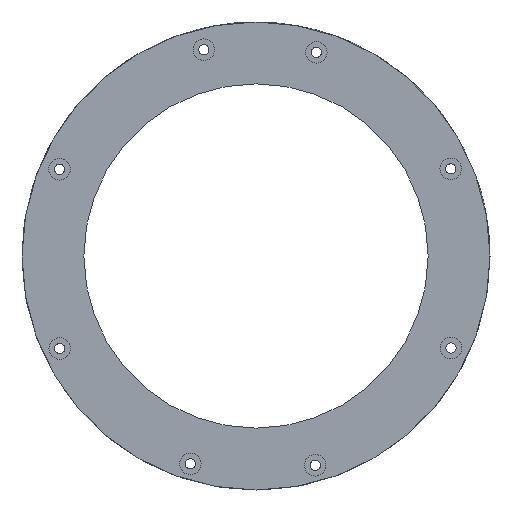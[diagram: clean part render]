
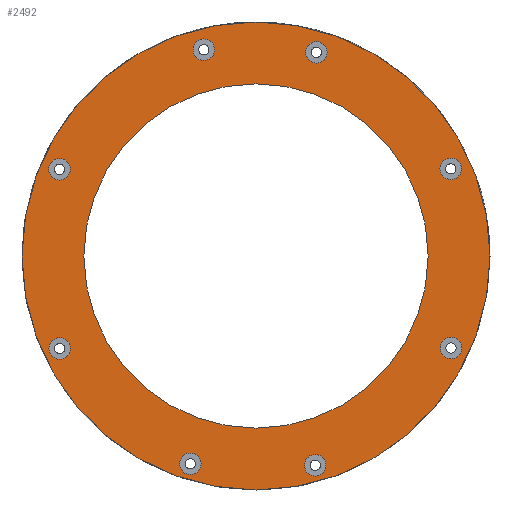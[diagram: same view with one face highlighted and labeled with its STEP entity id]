
A CAD part, front view. The second image highlights one B-rep face of the part: STEP entity #2492.
In plain terms, the highlighted planar face has unit normal (0, -1, 0).
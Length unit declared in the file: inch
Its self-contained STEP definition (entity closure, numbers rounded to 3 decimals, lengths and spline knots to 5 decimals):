
#502=CARTESIAN_POINT('',(-15.32798,-15.31,-22.48414));
#503=DIRECTION('',(0.,1.,0.));
#504=DIRECTION('',(0.,0.,-1.));
#505=AXIS2_PLACEMENT_3D('',#502,#503,#504);
#507=CARTESIAN_POINT('',(-15.32798,-15.31,-22.48414));
#508=DIRECTION('',(0.,1.,0.));
#509=DIRECTION('',(0.,0.,1.));
#510=AXIS2_PLACEMENT_3D('',#507,#508,#509);
#512=CARTESIAN_POINT('',(-15.32798,-15.31,-22.48414));
#513=DIRECTION('',(0.,-1.,0.));
#514=DIRECTION('',(0.,0.,-1.));
#515=AXIS2_PLACEMENT_3D('',#512,#513,#514);
#517=CARTESIAN_POINT('',(-15.32798,-15.31,-22.48414));
#518=DIRECTION('',(0.,-1.,0.));
#519=DIRECTION('',(0.,0.,1.));
#520=AXIS2_PLACEMENT_3D('',#517,#518,#519);
#522=CARTESIAN_POINT('',(20.87675,-15.31,-6.27766));
#523=DIRECTION('',(0.,1.,0.));
#524=DIRECTION('',(0.,0.,-1.));
#525=AXIS2_PLACEMENT_3D('',#522,#523,#524);
#527=CARTESIAN_POINT('',(20.87675,-15.31,-6.27766));
#528=DIRECTION('',(0.,1.,0.));
#529=DIRECTION('',(0.,0.,1.));
#530=AXIS2_PLACEMENT_3D('',#527,#528,#529);
#532=CARTESIAN_POINT('',(-4.10253,-15.31,15.37249));
#533=DIRECTION('',(0.,1.,0.));
#534=DIRECTION('',(0.,0.,-1.));
#535=AXIS2_PLACEMENT_3D('',#532,#533,#534);
#537=CARTESIAN_POINT('',(-4.10253,-15.31,15.37249));
#538=DIRECTION('',(0.,1.,0.));
#539=DIRECTION('',(0.,0.,1.));
#540=AXIS2_PLACEMENT_3D('',#537,#538,#539);
#542=CARTESIAN_POINT('',(-25.02709,-15.31,15.86326));
#543=DIRECTION('',(0.,1.,0.));
#544=DIRECTION('',(0.,0.,-1.));
#545=AXIS2_PLACEMENT_3D('',#542,#543,#544);
#547=CARTESIAN_POINT('',(-25.02709,-15.31,15.86326));
#548=DIRECTION('',(0.,1.,0.));
#549=DIRECTION('',(0.,0.,1.));
#550=AXIS2_PLACEMENT_3D('',#547,#548,#549);
#552=CARTESIAN_POINT('',(-51.85908,-15.31,-6.36985));
#553=DIRECTION('',(0.,1.,0.));
#554=DIRECTION('',(0.,0.,-1.));
#555=AXIS2_PLACEMENT_3D('',#552,#553,#554);
#557=CARTESIAN_POINT('',(-51.85908,-15.31,-6.36985));
#558=DIRECTION('',(0.,1.,0.));
#559=DIRECTION('',(0.,0.,1.));
#560=AXIS2_PLACEMENT_3D('',#557,#558,#559);
#562=CARTESIAN_POINT('',(-51.81686,-15.31,-39.67885));
#563=DIRECTION('',(0.,1.,0.));
#564=DIRECTION('',(0.,0.,-1.));
#565=AXIS2_PLACEMENT_3D('',#562,#563,#564);
#567=CARTESIAN_POINT('',(-51.81686,-15.31,-39.67885));
#568=DIRECTION('',(0.,1.,0.));
#569=DIRECTION('',(0.,0.,1.));
#570=AXIS2_PLACEMENT_3D('',#567,#568,#569);
#572=CARTESIAN_POINT('',(-27.53682,-15.31,-61.11476));
#573=DIRECTION('',(0.,1.,0.));
#574=DIRECTION('',(0.,0.,-1.));
#575=AXIS2_PLACEMENT_3D('',#572,#573,#574);
#577=CARTESIAN_POINT('',(-27.53682,-15.31,-61.11476));
#578=DIRECTION('',(0.,1.,0.));
#579=DIRECTION('',(0.,0.,1.));
#580=AXIS2_PLACEMENT_3D('',#577,#578,#579);
#582=CARTESIAN_POINT('',(-4.3172,-15.31,-61.39197));
#583=DIRECTION('',(0.,1.,0.));
#584=DIRECTION('',(0.,0.,-1.));
#585=AXIS2_PLACEMENT_3D('',#582,#583,#584);
#587=CARTESIAN_POINT('',(-4.3172,-15.31,-61.39197));
#588=DIRECTION('',(0.,1.,0.));
#589=DIRECTION('',(0.,0.,1.));
#590=AXIS2_PLACEMENT_3D('',#587,#588,#589);
#592=CARTESIAN_POINT('',(20.91896,-15.31,-39.58666));
#593=DIRECTION('',(0.,1.,0.));
#594=DIRECTION('',(0.,0.,-1.));
#595=AXIS2_PLACEMENT_3D('',#592,#593,#594);
#597=CARTESIAN_POINT('',(20.91896,-15.31,-39.58666));
#598=DIRECTION('',(0.,1.,0.));
#599=DIRECTION('',(0.,0.,1.));
#600=AXIS2_PLACEMENT_3D('',#597,#598,#599);
#1438=CARTESIAN_POINT('',(-15.32798,-15.31,-54.48414));
#1439=CARTESIAN_POINT('',(-15.32798,-15.31,9.51586));
#1440=VERTEX_POINT('',#1438);
#1441=VERTEX_POINT('',#1439);
#1442=CARTESIAN_POINT('',(-15.32798,-15.31,-65.98414));
#1443=CARTESIAN_POINT('',(-15.32798,-15.31,21.01586));
#1444=VERTEX_POINT('',#1442);
#1445=VERTEX_POINT('',#1443);
#1446=CARTESIAN_POINT('',(20.87675,-15.31,-8.27766));
#1447=CARTESIAN_POINT('',(20.87675,-15.31,-4.27766));
#1448=VERTEX_POINT('',#1446);
#1449=VERTEX_POINT('',#1447);
#1450=CARTESIAN_POINT('',(-4.10253,-15.31,13.37249));
#1451=CARTESIAN_POINT('',(-4.10253,-15.31,17.37249));
#1452=VERTEX_POINT('',#1450);
#1453=VERTEX_POINT('',#1451);
#1454=CARTESIAN_POINT('',(-25.02709,-15.31,13.86326));
#1455=CARTESIAN_POINT('',(-25.02709,-15.31,17.86326));
#1456=VERTEX_POINT('',#1454);
#1457=VERTEX_POINT('',#1455);
#1458=CARTESIAN_POINT('',(-51.85908,-15.31,-8.36985));
#1459=CARTESIAN_POINT('',(-51.85908,-15.31,-4.36985));
#1460=VERTEX_POINT('',#1458);
#1461=VERTEX_POINT('',#1459);
#1462=CARTESIAN_POINT('',(-51.81686,-15.31,-41.67885));
#1463=CARTESIAN_POINT('',(-51.81686,-15.31,-37.67885));
#1464=VERTEX_POINT('',#1462);
#1465=VERTEX_POINT('',#1463);
#1466=CARTESIAN_POINT('',(-27.53682,-15.31,-63.11476));
#1467=CARTESIAN_POINT('',(-27.53682,-15.31,-59.11476));
#1468=VERTEX_POINT('',#1466);
#1469=VERTEX_POINT('',#1467);
#1470=CARTESIAN_POINT('',(-4.3172,-15.31,-63.39197));
#1471=CARTESIAN_POINT('',(-4.3172,-15.31,-59.39197));
#1472=VERTEX_POINT('',#1470);
#1473=VERTEX_POINT('',#1471);
#1474=CARTESIAN_POINT('',(20.91896,-15.31,-41.58666));
#1475=CARTESIAN_POINT('',(20.91896,-15.31,-37.58666));
#1476=VERTEX_POINT('',#1474);
#1477=VERTEX_POINT('',#1475);
#2430=CARTESIAN_POINT('',(0.,-15.31,0.));
#2431=DIRECTION('',(0.,-1.,0.));
#2432=DIRECTION('',(0.,0.,-1.));
#2433=AXIS2_PLACEMENT_3D('',#2430,#2431,#2432);
#2434=PLANE('',#2433);
#2435=ORIENTED_EDGE('',*,*,#1803,.F.);
#2437=ORIENTED_EDGE('',*,*,#2436,.F.);
#2438=EDGE_LOOP('',(#2435,#2437));
#2439=FACE_OUTER_BOUND('',#2438,.F.);
#2441=ORIENTED_EDGE('',*,*,#2440,.F.);
#2443=ORIENTED_EDGE('',*,*,#2442,.F.);
#2444=EDGE_LOOP('',(#2441,#2443));
#2445=FACE_BOUND('',#2444,.F.);
#2447=ORIENTED_EDGE('',*,*,#2446,.F.);
#2449=ORIENTED_EDGE('',*,*,#2448,.F.);
#2450=EDGE_LOOP('',(#2447,#2449));
#2451=FACE_BOUND('',#2450,.F.);
#2453=ORIENTED_EDGE('',*,*,#2452,.F.);
#2455=ORIENTED_EDGE('',*,*,#2454,.F.);
#2456=EDGE_LOOP('',(#2453,#2455));
#2457=FACE_BOUND('',#2456,.F.);
#2459=ORIENTED_EDGE('',*,*,#2458,.F.);
#2461=ORIENTED_EDGE('',*,*,#2460,.F.);
#2462=EDGE_LOOP('',(#2459,#2461));
#2463=FACE_BOUND('',#2462,.F.);
#2465=ORIENTED_EDGE('',*,*,#2464,.F.);
#2467=ORIENTED_EDGE('',*,*,#2466,.F.);
#2468=EDGE_LOOP('',(#2465,#2467));
#2469=FACE_BOUND('',#2468,.F.);
#2470=ORIENTED_EDGE('',*,*,#2402,.F.);
#2471=ORIENTED_EDGE('',*,*,#2422,.F.);
#2472=EDGE_LOOP('',(#2470,#2471));
#2473=FACE_BOUND('',#2472,.F.);
#2475=ORIENTED_EDGE('',*,*,#2474,.F.);
#2477=ORIENTED_EDGE('',*,*,#2476,.F.);
#2478=EDGE_LOOP('',(#2475,#2477));
#2479=FACE_BOUND('',#2478,.F.);
#2481=ORIENTED_EDGE('',*,*,#2480,.F.);
#2483=ORIENTED_EDGE('',*,*,#2482,.F.);
#2484=EDGE_LOOP('',(#2481,#2483));
#2485=FACE_BOUND('',#2484,.F.);
#2487=ORIENTED_EDGE('',*,*,#2486,.F.);
#2489=ORIENTED_EDGE('',*,*,#2488,.F.);
#2490=EDGE_LOOP('',(#2487,#2489));
#2491=FACE_BOUND('',#2490,.F.);
#2492=ADVANCED_FACE('',(#2439,#2445,#2451,#2457,#2463,#2469,#2473,#2479,#2485,
#2491),#2434,.T.);
#506=CIRCLE('',#505,32.);
#511=CIRCLE('',#510,32.);
#516=CIRCLE('',#515,43.5);
#521=CIRCLE('',#520,43.5);
#526=CIRCLE('',#525,2.);
#531=CIRCLE('',#530,2.);
#536=CIRCLE('',#535,2.);
#541=CIRCLE('',#540,2.);
#546=CIRCLE('',#545,2.);
#551=CIRCLE('',#550,2.);
#556=CIRCLE('',#555,2.);
#561=CIRCLE('',#560,2.);
#566=CIRCLE('',#565,2.);
#571=CIRCLE('',#570,2.);
#576=CIRCLE('',#575,2.);
#581=CIRCLE('',#580,2.);
#586=CIRCLE('',#585,2.);
#591=CIRCLE('',#590,2.);
#596=CIRCLE('',#595,2.);
#601=CIRCLE('',#600,2.);
#1803=EDGE_CURVE('',#1444,#1445,#516,.T.);
#2402=EDGE_CURVE('',#1464,#1465,#566,.T.);
#2422=EDGE_CURVE('',#1465,#1464,#571,.T.);
#2436=EDGE_CURVE('',#1445,#1444,#521,.T.);
#2440=EDGE_CURVE('',#1440,#1441,#506,.T.);
#2442=EDGE_CURVE('',#1441,#1440,#511,.T.);
#2446=EDGE_CURVE('',#1448,#1449,#526,.T.);
#2448=EDGE_CURVE('',#1449,#1448,#531,.T.);
#2452=EDGE_CURVE('',#1452,#1453,#536,.T.);
#2454=EDGE_CURVE('',#1453,#1452,#541,.T.);
#2458=EDGE_CURVE('',#1456,#1457,#546,.T.);
#2460=EDGE_CURVE('',#1457,#1456,#551,.T.);
#2464=EDGE_CURVE('',#1460,#1461,#556,.T.);
#2466=EDGE_CURVE('',#1461,#1460,#561,.T.);
#2474=EDGE_CURVE('',#1468,#1469,#576,.T.);
#2476=EDGE_CURVE('',#1469,#1468,#581,.T.);
#2480=EDGE_CURVE('',#1472,#1473,#586,.T.);
#2482=EDGE_CURVE('',#1473,#1472,#591,.T.);
#2486=EDGE_CURVE('',#1476,#1477,#596,.T.);
#2488=EDGE_CURVE('',#1477,#1476,#601,.T.);
